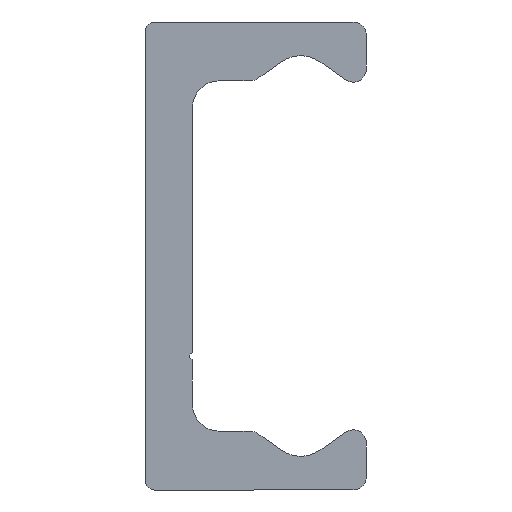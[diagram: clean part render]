
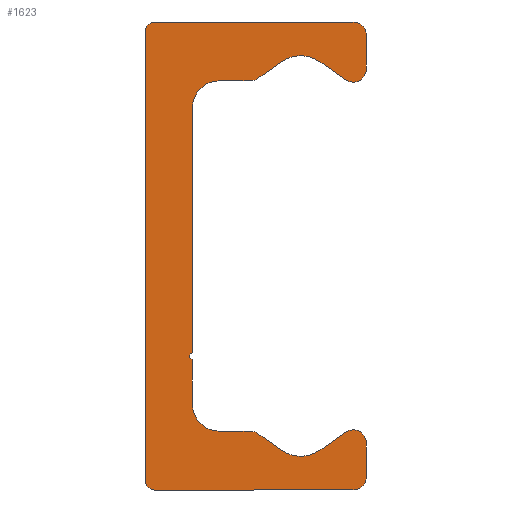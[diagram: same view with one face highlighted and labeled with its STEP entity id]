
A CAD part, left-side view. The second image highlights one B-rep face of the part: STEP entity #1623.
In plain terms, the highlighted planar face has unit normal (-1, 0, 0).
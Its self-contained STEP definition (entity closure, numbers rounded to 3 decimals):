
#660=CARTESIAN_POINT('',(0.0,4.75,-7.25));
#661=VERTEX_POINT('',#660);
#668=CARTESIAN_POINT('',(0.0,4.75,-7.75));
#669=VERTEX_POINT('',#668);
#670=CARTESIAN_POINT('',(0.0,4.75,-7.5));
#671=DIRECTION('',(-1.0,0.0,0.0));
#672=DIRECTION('',(0.0,0.0,1.0));
#673=AXIS2_PLACEMENT_3D('',#670,#671,#672);
#674=CIRCLE('',#673,0.25);
#675=EDGE_CURVE('',#661,#669,#674,.T.);
#785=CARTESIAN_POINT('',(0.0,4.75,11.1));
#786=VERTEX_POINT('',#785);
#793=CARTESIAN_POINT('',(0.0,4.75,11.1));
#794=DIRECTION('',(0.0,0.0,-1.0));
#795=VECTOR('',#794,18.35);
#796=LINE('',#793,#795);
#797=EDGE_CURVE('',#786,#661,#796,.T.);
#829=CARTESIAN_POINT('',(0.0,7.6,-17.5));
#830=VERTEX_POINT('',#829);
#837=CARTESIAN_POINT('',(0.0,8.25,-16.85));
#838=VERTEX_POINT('',#837);
#839=CARTESIAN_POINT('',(0.0,7.6,-16.85));
#840=DIRECTION('',(1.0,0.0,0.0));
#841=DIRECTION('',(0.0,0.0,-1.0));
#842=AXIS2_PLACEMENT_3D('',#839,#840,#841);
#843=CIRCLE('',#842,0.65);
#844=EDGE_CURVE('',#830,#838,#843,.T.);
#868=CARTESIAN_POINT('',(0.0,-7.25,-17.5));
#869=VERTEX_POINT('',#868);
#876=CARTESIAN_POINT('',(0.0,-7.25,-17.5));
#877=DIRECTION('',(0.0,1.0,0.0));
#878=VECTOR('',#877,14.85);
#879=LINE('',#876,#878);
#880=EDGE_CURVE('',#869,#830,#879,.T.);
#900=CARTESIAN_POINT('',(0.0,-8.25,-16.5));
#901=VERTEX_POINT('',#900);
#908=CARTESIAN_POINT('',(0.0,-7.25,-16.5));
#909=DIRECTION('',(1.0,0.0,0.0));
#910=DIRECTION('',(0.0,-1.0,0.0));
#911=AXIS2_PLACEMENT_3D('',#908,#909,#910);
#912=CIRCLE('',#911,1.0);
#913=EDGE_CURVE('',#901,#869,#912,.T.);
#932=CARTESIAN_POINT('',(0.0,-8.25,-13.98));
#933=VERTEX_POINT('',#932);
#940=CARTESIAN_POINT('',(0.0,-8.25,-13.98));
#941=DIRECTION('',(0.0,0.0,-1.0));
#942=VECTOR('',#941,2.52);
#943=LINE('',#940,#942);
#944=EDGE_CURVE('',#933,#901,#943,.T.);
#964=CARTESIAN_POINT('',(0.0,-6.708,-13.177));
#965=VERTEX_POINT('',#964);
#972=CARTESIAN_POINT('',(0.0,-7.27,-13.98));
#973=DIRECTION('',(1.0,0.0,0.0));
#974=DIRECTION('',(0.0,0.574,0.819));
#975=AXIS2_PLACEMENT_3D('',#972,#973,#974);
#976=CIRCLE('',#975,0.98);
#977=EDGE_CURVE('',#965,#933,#976,.T.);
#996=CARTESIAN_POINT('',(0.0,-4.784,-14.524));
#997=VERTEX_POINT('',#996);
#1004=CARTESIAN_POINT('',(0.0,-4.784,-14.524));
#1005=DIRECTION('',(0.0,-0.819,0.574));
#1006=VECTOR('',#1005,2.349);
#1007=LINE('',#1004,#1006);
#1008=EDGE_CURVE('',#997,#965,#1007,.T.);
#1028=CARTESIAN_POINT('',(0.0,-1.916,-14.524));
#1029=VERTEX_POINT('',#1028);
#1036=CARTESIAN_POINT('',(0.0,-3.35,-12.477));
#1037=DIRECTION('',(-1.0,0.0,0.0));
#1038=DIRECTION('',(0.0,0.574,0.819));
#1039=AXIS2_PLACEMENT_3D('',#1036,#1037,#1038);
#1040=CIRCLE('',#1039,2.5);
#1041=EDGE_CURVE('',#1029,#997,#1040,.T.);
#1060=CARTESIAN_POINT('',(0.0,-0.14,-13.281));
#1061=VERTEX_POINT('',#1060);
#1068=CARTESIAN_POINT('',(0.0,-0.14,-13.281));
#1069=DIRECTION('',(0.0,-0.819,-0.574));
#1070=VECTOR('',#1069,2.168);
#1071=LINE('',#1068,#1070);
#1072=EDGE_CURVE('',#1061,#1029,#1071,.T.);
#1092=CARTESIAN_POINT('',(0.0,0.433,-13.1));
#1093=VERTEX_POINT('',#1092);
#1100=CARTESIAN_POINT('',(0.0,0.433,-14.1));
#1101=DIRECTION('',(1.0,0.0,0.0));
#1102=DIRECTION('',(0.0,0.0,1.0));
#1103=AXIS2_PLACEMENT_3D('',#1100,#1101,#1102);
#1104=CIRCLE('',#1103,1.);
#1105=EDGE_CURVE('',#1093,#1061,#1104,.T.);
#1124=CARTESIAN_POINT('',(0.0,2.75,-13.1));
#1125=VERTEX_POINT('',#1124);
#1132=CARTESIAN_POINT('',(0.0,2.75,-13.1));
#1133=DIRECTION('',(0.0,-1.0,0.0));
#1134=VECTOR('',#1133,2.317);
#1135=LINE('',#1132,#1134);
#1136=EDGE_CURVE('',#1125,#1093,#1135,.T.);
#1156=CARTESIAN_POINT('',(0.0,4.75,-11.1));
#1157=VERTEX_POINT('',#1156);
#1164=CARTESIAN_POINT('',(0.0,2.75,-11.1));
#1165=DIRECTION('',(-1.0,0.0,0.0));
#1166=DIRECTION('',(0.0,0.0,1.0));
#1167=AXIS2_PLACEMENT_3D('',#1164,#1165,#1166);
#1168=CIRCLE('',#1167,2.0);
#1169=EDGE_CURVE('',#1157,#1125,#1168,.T.);
#1187=CARTESIAN_POINT('',(0.0,4.75,-7.75));
#1188=DIRECTION('',(0.0,0.0,-1.0));
#1189=VECTOR('',#1188,3.35);
#1190=LINE('',#1187,#1189);
#1191=EDGE_CURVE('',#669,#1157,#1190,.T.);
#1211=CARTESIAN_POINT('',(0.0,2.75,13.1));
#1212=VERTEX_POINT('',#1211);
#1219=CARTESIAN_POINT('',(0.0,2.75,11.1));
#1220=DIRECTION('',(-1.0,0.0,0.0));
#1221=DIRECTION('',(0.0,-1.0,0.0));
#1222=AXIS2_PLACEMENT_3D('',#1219,#1220,#1221);
#1223=CIRCLE('',#1222,2.0);
#1224=EDGE_CURVE('',#1212,#786,#1223,.T.);
#1243=CARTESIAN_POINT('',(0.0,0.433,13.1));
#1244=VERTEX_POINT('',#1243);
#1251=CARTESIAN_POINT('',(0.0,0.433,13.1));
#1252=DIRECTION('',(0.0,1.0,0.0));
#1253=VECTOR('',#1252,2.317);
#1254=LINE('',#1251,#1253);
#1255=EDGE_CURVE('',#1244,#1212,#1254,.T.);
#1275=CARTESIAN_POINT('',(0.0,-0.14,13.281));
#1276=VERTEX_POINT('',#1275);
#1283=CARTESIAN_POINT('',(0.0,0.433,14.1));
#1284=DIRECTION('',(1.0,0.0,0.0));
#1285=DIRECTION('',(0.0,-0.574,-0.819));
#1286=AXIS2_PLACEMENT_3D('',#1283,#1284,#1285);
#1287=CIRCLE('',#1286,1.);
#1288=EDGE_CURVE('',#1276,#1244,#1287,.T.);
#1307=CARTESIAN_POINT('',(0.0,-1.916,14.524));
#1308=VERTEX_POINT('',#1307);
#1315=CARTESIAN_POINT('',(0.0,-1.916,14.524));
#1316=DIRECTION('',(0.0,0.819,-0.574));
#1317=VECTOR('',#1316,2.168);
#1318=LINE('',#1315,#1317);
#1319=EDGE_CURVE('',#1308,#1276,#1318,.T.);
#1339=CARTESIAN_POINT('',(0.0,-4.784,14.524));
#1340=VERTEX_POINT('',#1339);
#1347=CARTESIAN_POINT('',(0.0,-3.35,12.477));
#1348=DIRECTION('',(-1.0,0.0,0.0));
#1349=DIRECTION('',(0.0,-0.574,-0.819));
#1350=AXIS2_PLACEMENT_3D('',#1347,#1348,#1349);
#1351=CIRCLE('',#1350,2.5);
#1352=EDGE_CURVE('',#1340,#1308,#1351,.T.);
#1371=CARTESIAN_POINT('',(0.0,-6.708,13.177));
#1372=VERTEX_POINT('',#1371);
#1379=CARTESIAN_POINT('',(0.0,-6.708,13.177));
#1380=DIRECTION('',(0.0,0.819,0.574));
#1381=VECTOR('',#1380,2.349);
#1382=LINE('',#1379,#1381);
#1383=EDGE_CURVE('',#1372,#1340,#1382,.T.);
#1403=CARTESIAN_POINT('',(0.0,-8.25,13.98));
#1404=VERTEX_POINT('',#1403);
#1411=CARTESIAN_POINT('',(0.0,-7.27,13.98));
#1412=DIRECTION('',(1.0,0.0,0.0));
#1413=DIRECTION('',(0.0,-1.0,0.0));
#1414=AXIS2_PLACEMENT_3D('',#1411,#1412,#1413);
#1415=CIRCLE('',#1414,0.98);
#1416=EDGE_CURVE('',#1404,#1372,#1415,.T.);
#1435=CARTESIAN_POINT('',(0.0,-8.25,16.5));
#1436=VERTEX_POINT('',#1435);
#1443=CARTESIAN_POINT('',(0.0,-8.25,16.5));
#1444=DIRECTION('',(0.0,0.0,-1.0));
#1445=VECTOR('',#1444,2.52);
#1446=LINE('',#1443,#1445);
#1447=EDGE_CURVE('',#1436,#1404,#1446,.T.);
#1467=CARTESIAN_POINT('',(0.0,-7.25,17.5));
#1468=VERTEX_POINT('',#1467);
#1475=CARTESIAN_POINT('',(0.0,-7.25,16.5));
#1476=DIRECTION('',(1.0,0.0,0.0));
#1477=DIRECTION('',(0.0,0.0,1.0));
#1478=AXIS2_PLACEMENT_3D('',#1475,#1476,#1477);
#1479=CIRCLE('',#1478,1.0);
#1480=EDGE_CURVE('',#1468,#1436,#1479,.T.);
#1499=CARTESIAN_POINT('',(0.0,7.6,17.5));
#1500=VERTEX_POINT('',#1499);
#1507=CARTESIAN_POINT('',(0.0,7.6,17.5));
#1508=DIRECTION('',(0.0,-1.0,0.0));
#1509=VECTOR('',#1508,14.85);
#1510=LINE('',#1507,#1509);
#1511=EDGE_CURVE('',#1500,#1468,#1510,.T.);
#1531=CARTESIAN_POINT('',(0.0,8.25,16.85));
#1532=VERTEX_POINT('',#1531);
#1539=CARTESIAN_POINT('',(0.0,7.6,16.85));
#1540=DIRECTION('',(1.0,0.0,0.0));
#1541=DIRECTION('',(0.0,1.0,0.0));
#1542=AXIS2_PLACEMENT_3D('',#1539,#1540,#1541);
#1543=CIRCLE('',#1542,0.65);
#1544=EDGE_CURVE('',#1532,#1500,#1543,.T.);
#1562=CARTESIAN_POINT('',(0.0,8.25,-16.85));
#1563=DIRECTION('',(0.0,0.0,1.0));
#1564=VECTOR('',#1563,33.7);
#1565=LINE('',#1562,#1564);
#1566=EDGE_CURVE('',#838,#1532,#1565,.T.);
#1590=CARTESIAN_POINT('',(0.0,2.258,-0.017));
#1591=DIRECTION('',(1.0,0.0,0.0));
#1592=DIRECTION('',(0.0,0.0,-1.0));
#1593=AXIS2_PLACEMENT_3D('',#1590,#1591,#1592);
#1594=PLANE('',#1593);
#1595=ORIENTED_EDGE('',*,*,#1566,.F.);
#1596=ORIENTED_EDGE('',*,*,#844,.F.);
#1597=ORIENTED_EDGE('',*,*,#880,.F.);
#1598=ORIENTED_EDGE('',*,*,#913,.F.);
#1599=ORIENTED_EDGE('',*,*,#944,.F.);
#1600=ORIENTED_EDGE('',*,*,#977,.F.);
#1601=ORIENTED_EDGE('',*,*,#1008,.F.);
#1602=ORIENTED_EDGE('',*,*,#1041,.F.);
#1603=ORIENTED_EDGE('',*,*,#1072,.F.);
#1604=ORIENTED_EDGE('',*,*,#1105,.F.);
#1605=ORIENTED_EDGE('',*,*,#1136,.F.);
#1606=ORIENTED_EDGE('',*,*,#1169,.F.);
#1607=ORIENTED_EDGE('',*,*,#1191,.F.);
#1608=ORIENTED_EDGE('',*,*,#675,.F.);
#1609=ORIENTED_EDGE('',*,*,#797,.F.);
#1610=ORIENTED_EDGE('',*,*,#1224,.F.);
#1611=ORIENTED_EDGE('',*,*,#1255,.F.);
#1612=ORIENTED_EDGE('',*,*,#1288,.F.);
#1613=ORIENTED_EDGE('',*,*,#1319,.F.);
#1614=ORIENTED_EDGE('',*,*,#1352,.F.);
#1615=ORIENTED_EDGE('',*,*,#1383,.F.);
#1616=ORIENTED_EDGE('',*,*,#1416,.F.);
#1617=ORIENTED_EDGE('',*,*,#1447,.F.);
#1618=ORIENTED_EDGE('',*,*,#1480,.F.);
#1619=ORIENTED_EDGE('',*,*,#1511,.F.);
#1620=ORIENTED_EDGE('',*,*,#1544,.F.);
#1621=EDGE_LOOP('',(#1595,#1596,#1597,#1598,#1599,#1600,#1601,#1602,#1603,#1604,#1605,#1606,#1607,#1608,#1609,#1610,#1611,#1612,#1613,#1614,#1615,#1616,#1617,#1618,#1619,#1620));
#1622=FACE_OUTER_BOUND('',#1621,.T.);
#1623=ADVANCED_FACE('',(#1622),#1594,.F.);
